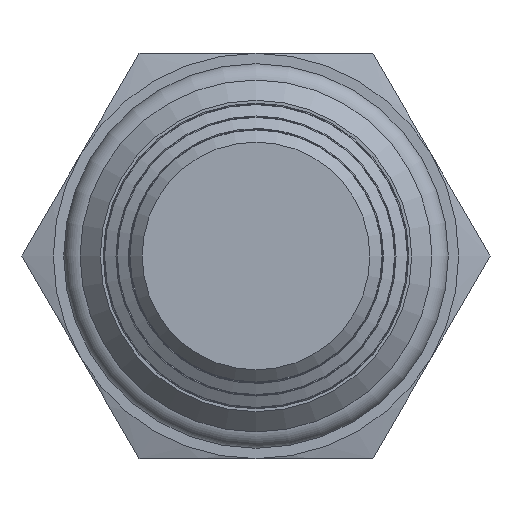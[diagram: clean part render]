
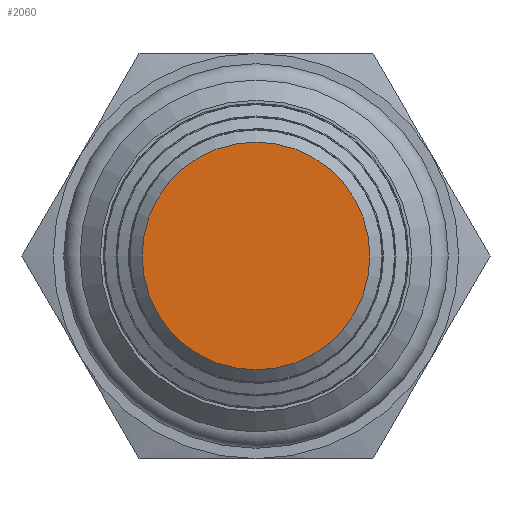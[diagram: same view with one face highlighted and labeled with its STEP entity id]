
A CAD part, front view. The second image highlights one B-rep face of the part: STEP entity #2060.
In plain terms, the highlighted planar face has unit normal (0, -1, 0).
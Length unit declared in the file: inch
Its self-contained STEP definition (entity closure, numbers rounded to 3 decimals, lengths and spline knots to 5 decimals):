
#2040=CARTESIAN_POINT('',(-0.281,-3.2265,0.));
#2041=VERTEX_POINT('',#2040);
#2042=CARTESIAN_POINT('',(0.0,-3.2265,0.0));
#2043=DIRECTION('',(0.0,1.0,0.0));
#2044=DIRECTION('',(1.0,0.0,0.0));
#2045=AXIS2_PLACEMENT_3D('',#2042,#2043,#2044);
#2046=CIRCLE('',#2045,0.281);
#2047=EDGE_CURVE('',#2041,#2041,#2046,.T.);
#2052=CARTESIAN_POINT('',(0.0,-3.2265,0.0));
#2053=DIRECTION('',(0.0,-1.0,0.0));
#2054=DIRECTION('',(0.0,0.0,1.0));
#2055=AXIS2_PLACEMENT_3D('',#2052,#2053,#2054);
#2056=PLANE('',#2055);
#2057=ORIENTED_EDGE('',*,*,#2047,.F.);
#2058=EDGE_LOOP('',(#2057));
#2059=FACE_OUTER_BOUND('',#2058,.T.);
#2060=ADVANCED_FACE('',(#2059),#2056,.T.);
